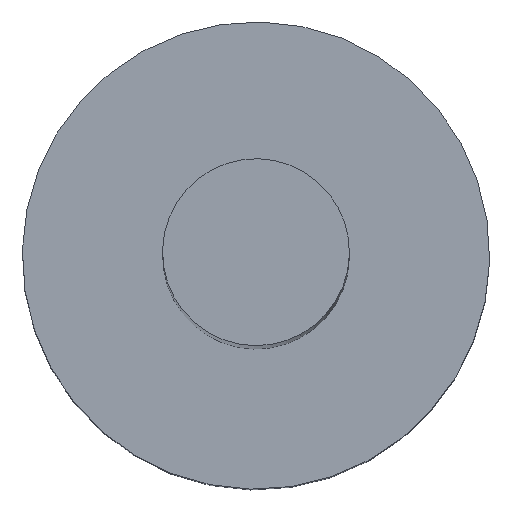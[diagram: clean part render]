
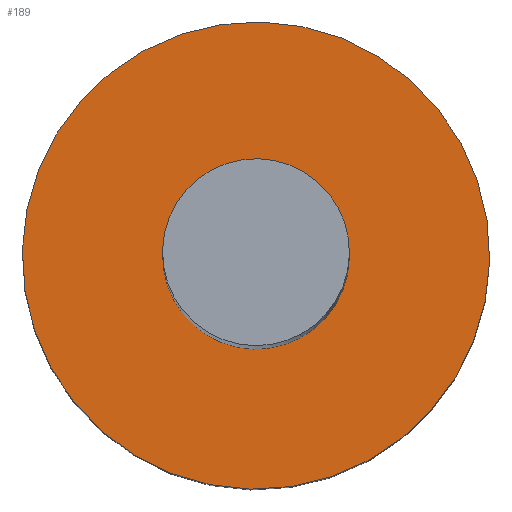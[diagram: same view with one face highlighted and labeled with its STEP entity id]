
A CAD part, top view. The second image highlights one B-rep face of the part: STEP entity #189.
In plain terms, the highlighted planar face has unit normal (0, 0, 1).
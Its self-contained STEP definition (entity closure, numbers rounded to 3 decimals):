
#63=CARTESIAN_POINT('Vertex',(2.397,-4.388,10.)) ;
#66=CARTESIAN_POINT('Axis2P3D Location',(0.,0.,10.)) ;
#70=CARTESIAN_POINT('Vertex',(-2.397,4.388,10.)) ;
#92=CARTESIAN_POINT('Axis2P3D Location',(0.,0.,10.)) ;
#118=CARTESIAN_POINT('Vertex',(0.959,-1.755,10.)) ;
#134=CARTESIAN_POINT('Vertex',(-0.959,1.755,10.)) ;
#137=CARTESIAN_POINT('Axis2P3D Location',(0.,0.,10.)) ;
#154=CARTESIAN_POINT('Axis2P3D Location',(0.,0.,10.)) ;
#176=CARTESIAN_POINT('Axis2P3D Location',(0.,5.,10.)) ;
#67=DIRECTION('Axis2P3D Direction',(0.,0.,1.)) ;
#93=DIRECTION('Axis2P3D Direction',(0.,0.,1.)) ;
#138=DIRECTION('Axis2P3D Direction',(0.,0.,1.)) ;
#155=DIRECTION('Axis2P3D Direction',(0.,0.,1.)) ;
#177=DIRECTION('Axis2P3D Direction',(0.,0.,1.)) ;
#178=DIRECTION('Axis2P3D XDirection',(1.,0.,0.)) ;
#68=AXIS2_PLACEMENT_3D('Circle Axis2P3D',#66,#67,$) ;
#94=AXIS2_PLACEMENT_3D('Circle Axis2P3D',#92,#93,$) ;
#139=AXIS2_PLACEMENT_3D('Circle Axis2P3D',#137,#138,$) ;
#156=AXIS2_PLACEMENT_3D('Circle Axis2P3D',#154,#155,$) ;
#179=AXIS2_PLACEMENT_3D('Plane Axis2P3D',#176,#177,#178) ;
#182=ORIENTED_EDGE('',*,*,#96,.T.) ;
#183=ORIENTED_EDGE('',*,*,#72,.T.) ;
#186=ORIENTED_EDGE('',*,*,#141,.F.) ;
#187=ORIENTED_EDGE('',*,*,#158,.F.) ;
#188=FACE_BOUND('',#185,.T.) ;
#189=ADVANCED_FACE('Corps principal',(#184,#188),#180,.T.) ;
#69=CIRCLE('generated circle',#68,5.) ;
#95=CIRCLE('generated circle',#94,5.) ;
#140=CIRCLE('generated circle',#139,2.) ;
#157=CIRCLE('generated circle',#156,2.) ;
#72=EDGE_CURVE('',#71,#64,#69,.T.) ;
#96=EDGE_CURVE('',#64,#71,#95,.T.) ;
#141=EDGE_CURVE('',#135,#119,#140,.T.) ;
#158=EDGE_CURVE('',#119,#135,#157,.T.) ;
#181=EDGE_LOOP('',(#182,#183)) ;
#185=EDGE_LOOP('',(#186,#187)) ;
#184=FACE_OUTER_BOUND('',#181,.T.) ;
#180=PLANE('Plane',#179) ;
#64=VERTEX_POINT('',#63) ;
#71=VERTEX_POINT('',#70) ;
#119=VERTEX_POINT('',#118) ;
#135=VERTEX_POINT('',#134) ;
